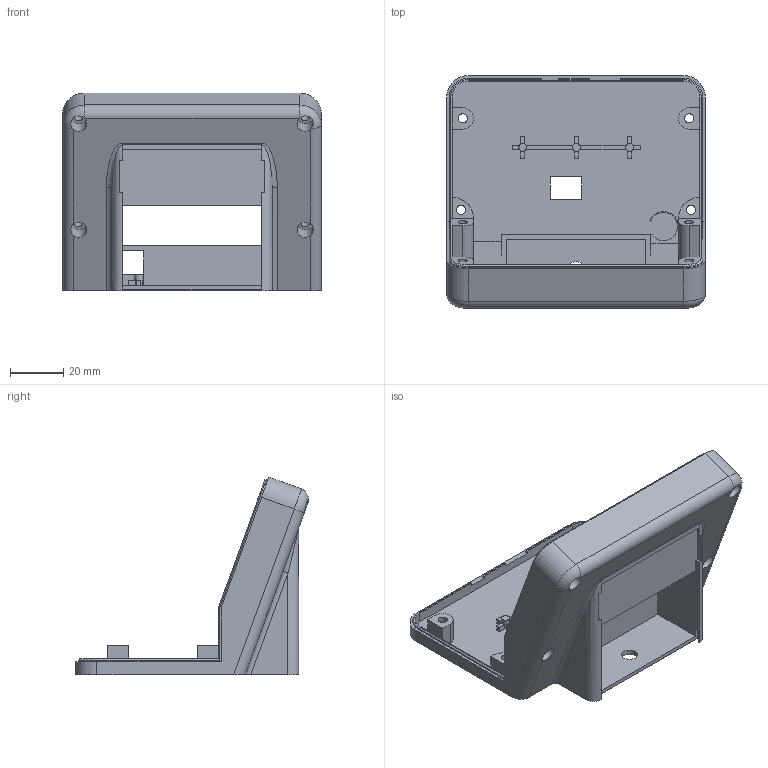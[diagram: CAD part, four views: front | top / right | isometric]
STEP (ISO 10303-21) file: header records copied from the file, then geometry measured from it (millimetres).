
FILE_DESCRIPTION(/* description */ ('STEP AP242','CAx-IF Rec.Pracs.---Representation and Presentation of Product Manufacturing Information (PMI)---4.0---2014-10-13','CAx-IF Rec.Pracs.---3D Tessellated Geometry---0.4---2014-09-14','2;1'),/* implementation_level */ '2;1');
FILE_NAME(/* name */ '63567cb12444a36fd52ba7f8',/* time_stamp */ '2022-10-24T11:53:22+00:00',/* author */ (''),/* organization */ (''),/* preprocessor_version */ 'ST-DEVELOPER v18.102',/* originating_system */ ' ',/* authorisation */ ' ');
FILE_SCHEMA (('AP242_MANAGED_MODEL_BASED_3D_ENGINEERING_MIM_LF { 1 0 10303 442 1 1 4 }'));
Length unit declared in the file: metre
Products named in the file (1): BackCase
Bounding box: 96.7 x 87.15 x 74.01 mm (x, y, z)
Volume: 47846 mm3; surface area: 40163 mm2
Topology: 1 solids, 1 shells, 222 faces, 625 edges, 406 vertices
Faces by surface type: plane 164, cylinder 50, cone 4, torus 2, bspline 2
Full cylindrical faces by diameter (mm): 3 x3, 3.4 x8, 6 x9
Entity records: 7041 total; most frequent: CARTESIAN_POINT 1288, ORIENTED_EDGE 1192, DIRECTION 1161, EDGE_CURVE 596, LINE 457, VECTOR 457, VERTEX_POINT 397, AXIS2_PLACEMENT_3D 352
